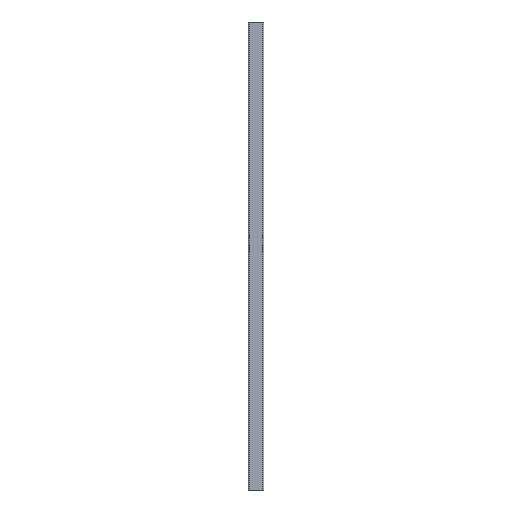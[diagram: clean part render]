
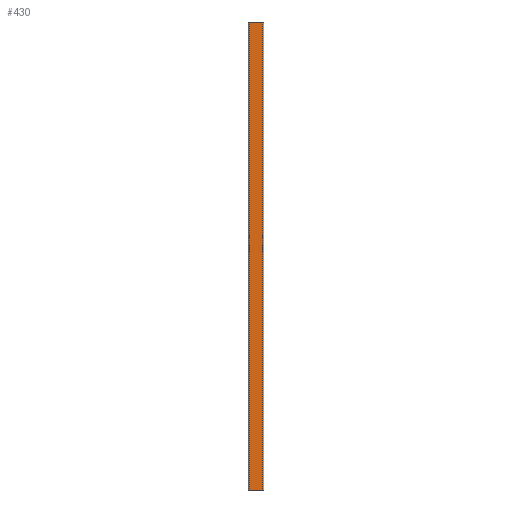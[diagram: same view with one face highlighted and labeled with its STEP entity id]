
A CAD part, left-side view. The second image highlights one B-rep face of the part: STEP entity #430.
In plain terms, the highlighted planar face has unit normal (-1, 0, 0).
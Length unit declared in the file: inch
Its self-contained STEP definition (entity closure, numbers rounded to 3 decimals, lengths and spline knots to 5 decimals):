
#37 = CARTESIAN_POINT ( 'NONE',  ( 0., -0.68114, -48. ) ) ;
#39 = DIRECTION ( 'NONE',  ( 0., 0., 1. ) ) ;
#55 = ORIENTED_EDGE ( 'NONE', *, *, #1000, .F. ) ;
#77 = EDGE_CURVE ( 'NONE', #523, #695, #908, .T. ) ;
#158 = VECTOR ( 'NONE', #712, 39.37008 ) ;
#169 = CARTESIAN_POINT ( 'NONE',  ( 0., -0.68114, -48. ) ) ;
#226 = DIRECTION ( 'NONE',  ( 0., -1., 0. ) ) ;
#234 = EDGE_LOOP ( 'NONE', ( #1074, #55, #1163, #1218 ) ) ;
#261 = LINE ( 'NONE', #1052, #1250 ) ;
#430 = ADVANCED_FACE ( 'NONE', ( #834 ), #1128, .T. ) ;
#452 = VECTOR ( 'NONE', #39, 39.37008 ) ;
#476 = CARTESIAN_POINT ( 'NONE',  ( 0., 0.68114, 0. ) ) ;
#495 = VERTEX_POINT ( 'NONE', #525 ) ;
#523 = VERTEX_POINT ( 'NONE', #169 ) ;
#525 = CARTESIAN_POINT ( 'NONE',  ( 0., 0.68114, -48. ) ) ;
#529 = LINE ( 'NONE', #910, #452 ) ;
#589 = VECTOR ( 'NONE', #1045, 39.37008 ) ;
#612 = EDGE_CURVE ( 'NONE', #995, #695, #856, .T. ) ;
#620 = CARTESIAN_POINT ( 'NONE',  ( 0., 0.68114, -48. ) ) ;
#695 = VERTEX_POINT ( 'NONE', #914 ) ;
#712 = DIRECTION ( 'NONE',  ( 0., 0., 1. ) ) ;
#834 = FACE_OUTER_BOUND ( 'NONE', #234, .T. ) ;
#856 = LINE ( 'NONE', #476, #589 ) ;
#908 = LINE ( 'NONE', #37, #158 ) ;
#910 = CARTESIAN_POINT ( 'NONE',  ( 0., 0.68114, -48. ) ) ;
#914 = CARTESIAN_POINT ( 'NONE',  ( 0., -0.68114, 0. ) ) ;
#938 = DIRECTION ( 'NONE',  ( -1., 0., 0. ) ) ;
#995 = VERTEX_POINT ( 'NONE', #1205 ) ;
#1000 = EDGE_CURVE ( 'NONE', #495, #995, #529, .T. ) ;
#1045 = DIRECTION ( 'NONE',  ( 0., -1., 0. ) ) ;
#1052 = CARTESIAN_POINT ( 'NONE',  ( 0., 0.68114, -48. ) ) ;
#1074 = ORIENTED_EDGE ( 'NONE', *, *, #612, .F. ) ;
#1128 = PLANE ( 'NONE',  #1147 ) ;
#1147 = AXIS2_PLACEMENT_3D ( 'NONE', #620, #938, #226 ) ;
#1163 = ORIENTED_EDGE ( 'NONE', *, *, #1217, .T. ) ;
#1205 = CARTESIAN_POINT ( 'NONE',  ( 0., 0.68114, 0. ) ) ;
#1217 = EDGE_CURVE ( 'NONE', #495, #523, #261, .T. ) ;
#1218 = ORIENTED_EDGE ( 'NONE', *, *, #77, .T. ) ;
#1231 = DIRECTION ( 'NONE',  ( 0., -1., 0. ) ) ;
#1250 = VECTOR ( 'NONE', #1231, 39.37008 ) ;
